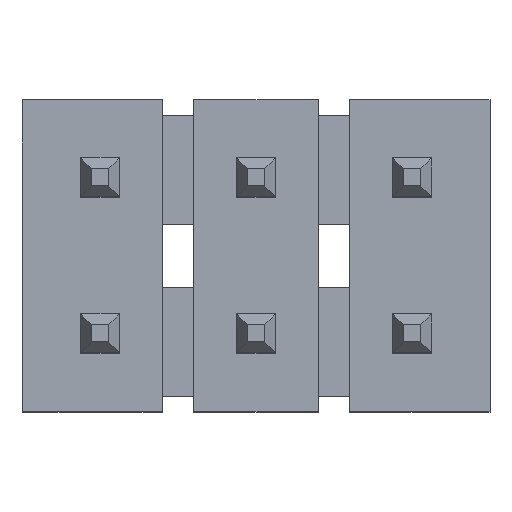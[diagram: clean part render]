
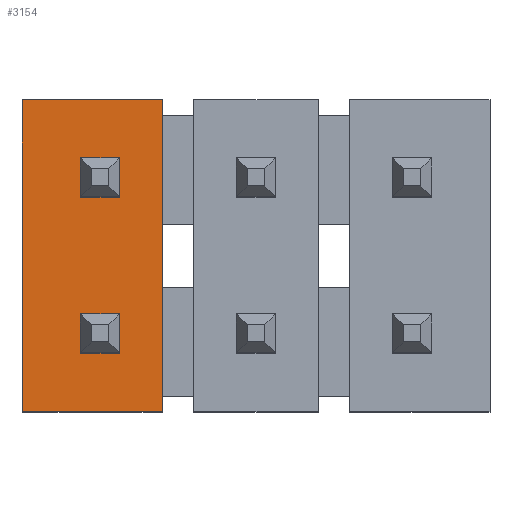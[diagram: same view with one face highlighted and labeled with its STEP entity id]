
A CAD part, top view. The second image highlights one B-rep face of the part: STEP entity #3154.
In plain terms, the highlighted planar face has unit normal (0, 0, 1).
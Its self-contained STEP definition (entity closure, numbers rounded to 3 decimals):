
#48=FACE_OUTER_BOUND($,#250,.T.);
#250=EDGE_LOOP($,(#2112,#2113,#2114,#2115));
#476=LINE($,#4514,#920);
#479=LINE($,#4520,#923);
#480=LINE($,#4521,#924);
#481=LINE($,#4522,#925);
#920=VECTOR($,#3647,5.08);
#923=VECTOR($,#3652,5.08);
#924=VECTOR($,#3653,2.286);
#925=VECTOR($,#3654,2.286);
#1356=VERTEX_POINT($,#4512);
#1357=VERTEX_POINT($,#4513);
#1358=VERTEX_POINT($,#4518);
#1359=VERTEX_POINT($,#4519);
#1644=EDGE_CURVE($,#1356,#1357,#476,.T.);
#1647=EDGE_CURVE($,#1358,#1359,#479,.T.);
#1648=EDGE_CURVE($,#1357,#1359,#480,.T.);
#1649=EDGE_CURVE($,#1358,#1356,#481,.T.);
#2112=ORIENTED_EDGE($,*,*,#1647,.T.);
#2113=ORIENTED_EDGE($,*,*,#1648,.F.);
#2114=ORIENTED_EDGE($,*,*,#1644,.F.);
#2115=ORIENTED_EDGE($,*,*,#1649,.F.);
#2952=PLANE($,#3395);
#3154=ADVANCED_FACE($,(#48),#2952,.F.);
#3395=AXIS2_PLACEMENT_3D($,#4517,#3650,#3651);
#3647=DIRECTION($,(0.,1.,0.));
#3650=DIRECTION('center_axis',(0.,0.,-1.));
#3651=DIRECTION('ref_axis',(0.,1.,0.));
#3652=DIRECTION($,(0.,1.,0.));
#3653=DIRECTION($,(1.,0.,0.));
#3654=DIRECTION($,(-1.,0.,0.));
#4512=CARTESIAN_POINT('',(-3.81,-2.54,2.54));
#4513=CARTESIAN_POINT('',(-3.81,2.54,2.54));
#4514=CARTESIAN_POINT($,(-3.81,0.,2.54));
#4517=CARTESIAN_POINT('Origin',(-2.667,0.,
2.54));
#4518=CARTESIAN_POINT('',(-1.524,-2.54,2.54));
#4519=CARTESIAN_POINT('',(-1.524,2.54,2.54));
#4520=CARTESIAN_POINT($,(-1.524,0.,2.54));
#4521=CARTESIAN_POINT($,(-2.667,2.54,2.54));
#4522=CARTESIAN_POINT($,(-2.667,-2.54,2.54));
